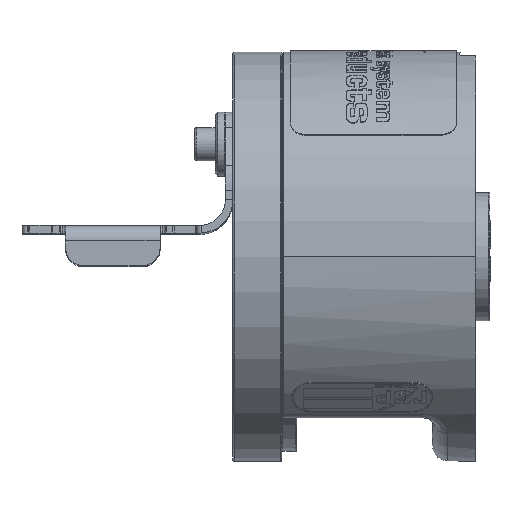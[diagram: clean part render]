
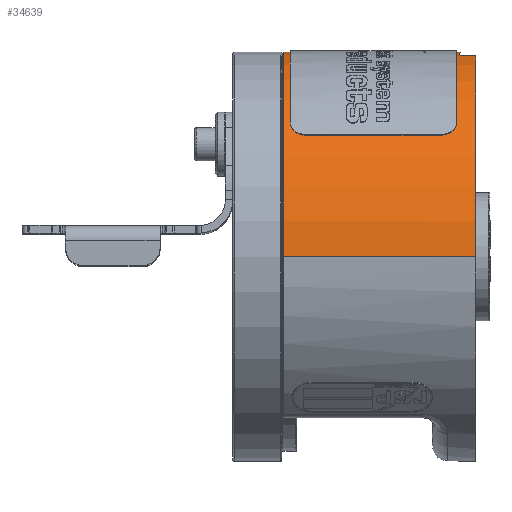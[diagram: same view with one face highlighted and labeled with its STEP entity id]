
A CAD part, left-side view. The second image highlights one B-rep face of the part: STEP entity #34639.
In plain terms, the highlighted cylindrical face has radius 80 mm (diameter 160 mm), a partial arc.
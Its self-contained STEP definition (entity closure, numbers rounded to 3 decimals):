
#1563 = EDGE_CURVE ( 'NONE', #9002, #43221, #5680, .T. ) ;
#2070 = CARTESIAN_POINT ( 'NONE',  ( 13.388, 11.767, 78.872 ) ) ;
#2219 = CARTESIAN_POINT ( 'NONE',  ( 14.053, 11.291, 78.756 ) ) ;
#2236 = DIRECTION ( 'NONE',  ( -1., 0., 0. ) ) ;
#2451 = VERTEX_POINT ( 'NONE', #3955 ) ;
#3001 = FACE_OUTER_BOUND ( 'NONE', #37177, .T. ) ;
#3626 = CARTESIAN_POINT ( 'NONE',  ( 12., 12.023, 79.095 ) ) ;
#3955 = CARTESIAN_POINT ( 'NONE',  ( -80., 5.5, 0. ) ) ;
#4480 = CARTESIAN_POINT ( 'NONE',  ( 80., 81.1, 0. ) ) ;
#4992 = CARTESIAN_POINT ( 'NONE',  ( 15., 8.855, 78.581 ) ) ;
#4994 = CARTESIAN_POINT ( 'NONE',  ( -12., 12.023, 79.095 ) ) ;
#5337 = VECTOR ( 'NONE', #29742, 1000. ) ;
#5454 = DIRECTION ( 'NONE',  ( 0., -1., 0. ) ) ;
#5666 = CARTESIAN_POINT ( 'NONE',  ( 14.869, 9.877, 78.606 ) ) ;
#5680 = B_SPLINE_CURVE_WITH_KNOTS ( 'NONE', 3,
 ( #18340, #28673, #39659, #35725, #14256, #21470, #32433, #32283, #21622, #46564, #32118, #32756, #18196, #25506 ),
 .UNSPECIFIED., .F., .F.,
 ( 4, 2, 2, 2, 2, 2, 4 ),
 ( 0., 0.001, 0.002, 0.003, 0.004, 0.004, 0.005 ),
 .UNSPECIFIED. ) ;
#5835 = CARTESIAN_POINT ( 'NONE',  ( 15., 9.063, 78.581 ) ) ;
#6771 = VECTOR ( 'NONE', #42413, 1000. ) ;
#7193 = EDGE_CURVE ( 'NONE', #2451, #20667, #38480, .T. ) ;
#7769 = DIRECTION ( 'NONE',  ( 0., 1., 0. ) ) ;
#7920 = EDGE_CURVE ( 'NONE', #20667, #9002, #42940, .T. ) ;
#8243 = LINE ( 'NONE', #4480, #18329 ) ;
#8995 = CARTESIAN_POINT ( 'NONE',  ( 15., 8.855, 78.581 ) ) ;
#9002 = VERTEX_POINT ( 'NONE', #27618 ) ;
#9151 = CARTESIAN_POINT ( 'NONE',  ( 14.325, 10.983, 78.707 ) ) ;
#9321 = CARTESIAN_POINT ( 'NONE',  ( 14.918, 9.678, 78.597 ) ) ;
#9808 = DIRECTION ( 'NONE',  ( 0., -1., 0. ) ) ;
#10192 = DIRECTION ( 'NONE',  ( 0., 1., 0. ) ) ;
#10366 =( BOUNDED_CURVE ( )  B_SPLINE_CURVE ( 3, ( #4994, #43758, #40617, #26168 ),
 .UNSPECIFIED., .F., .F. ) 
 B_SPLINE_CURVE_WITH_KNOTS ( ( 4, 4 ),
 ( 6.133, 6.434 ),
 .UNSPECIFIED. ) 
 CURVE ( )  GEOMETRIC_REPRESENTATION_ITEM ( )  RATIONAL_B_SPLINE_CURVE ( ( 1., 0.992, 0.992, 1. ) ) 
 REPRESENTATION_ITEM ( '' )  );
#11036 = CIRCLE ( 'NONE', #35883, 80. ) ;
#11917 = ORIENTED_EDGE ( 'NONE', *, *, #19412, .T. ) ;
#12254 = VERTEX_POINT ( 'NONE', #38888 ) ;
#12925 = CARTESIAN_POINT ( 'NONE',  ( 12.205, 12.041, 79.064 ) ) ;
#13079 = CARTESIAN_POINT ( 'NONE',  ( 12.409, 12.035, 79.032 ) ) ;
#14256 = CARTESIAN_POINT ( 'NONE',  ( -14.467, 10.822, 78.682 ) ) ;
#14482 = CARTESIAN_POINT ( 'NONE',  ( 80., 5.5, 0. ) ) ;
#14835 = CARTESIAN_POINT ( 'NONE',  ( 0., 5.5, 0. ) ) ;
#15310 = VECTOR ( 'NONE', #30549, 1000. ) ;
#15634 = VERTEX_POINT ( 'NONE', #16858 ) ;
#15817 = CARTESIAN_POINT ( 'NONE',  ( -80., 81.1, 0. ) ) ;
#16683 = CARTESIAN_POINT ( 'NONE',  ( 14.446, 10.814, 78.685 ) ) ;
#16858 = CARTESIAN_POINT ( 'NONE',  ( 15., 5.5, 78.581 ) ) ;
#18075 = AXIS2_PLACEMENT_3D ( 'NONE', #20516, #10192, #34610 ) ;
#18112 = ORIENTED_EDGE ( 'NONE', *, *, #44758, .T. ) ;
#18196 = CARTESIAN_POINT ( 'NONE',  ( -12.206, 12.041, 79.064 ) ) ;
#18329 = VECTOR ( 'NONE', #18469, 1000. ) ;
#18340 = CARTESIAN_POINT ( 'NONE',  ( -15., 8.855, 78.581 ) ) ;
#18469 = DIRECTION ( 'NONE',  ( 0., -1., 0. ) ) ;
#19412 = EDGE_CURVE ( 'NONE', #43229, #44702, #37105, .T. ) ;
#19813 = CARTESIAN_POINT ( 'NONE',  ( 12., 12.023, 79.095 ) ) ;
#20114 = CARTESIAN_POINT ( 'NONE',  ( 13.012, 11.921, 78.935 ) ) ;
#20516 = CARTESIAN_POINT ( 'NONE',  ( 0., 5.5, 0. ) ) ;
#20667 = VERTEX_POINT ( 'NONE', #28448 ) ;
#21303 = ORIENTED_EDGE ( 'NONE', *, *, #40366, .T. ) ;
#21470 = CARTESIAN_POINT ( 'NONE',  ( -14.056, 11.288, 78.756 ) ) ;
#21622 = CARTESIAN_POINT ( 'NONE',  ( -13.394, 11.764, 78.871 ) ) ;
#22945 = ORIENTED_EDGE ( 'NONE', *, *, #32581, .T. ) ;
#23057 = LINE ( 'NONE', #38972, #6771 ) ;
#23546 = CARTESIAN_POINT ( 'NONE',  ( 13.568, 11.668, 78.841 ) ) ;
#23696 = CARTESIAN_POINT ( 'NONE',  ( 13.902, 11.428, 78.783 ) ) ;
#24369 = ORIENTED_EDGE ( 'NONE', *, *, #46208, .T. ) ;
#24665 = ORIENTED_EDGE ( 'NONE', *, *, #1563, .T. ) ;
#25506 = CARTESIAN_POINT ( 'NONE',  ( -12., 12.023, 79.095 ) ) ;
#26168 = CARTESIAN_POINT ( 'NONE',  ( 12., 12.023, 79.095 ) ) ;
#26638 = DIRECTION ( 'NONE',  ( 1., 0., 0. ) ) ;
#26789 = CARTESIAN_POINT ( 'NONE',  ( 0., 80.6, 0. ) ) ;
#27149 = VERTEX_POINT ( 'NONE', #14482 ) ;
#27317 = CARTESIAN_POINT ( 'NONE',  ( 14.649, 10.458, 78.647 ) ) ;
#27618 = CARTESIAN_POINT ( 'NONE',  ( -15., 8.855, 78.581 ) ) ;
#28448 = CARTESIAN_POINT ( 'NONE',  ( -15., 5.5, 78.581 ) ) ;
#28454 = EDGE_CURVE ( 'NONE', #15634, #44702, #23057, .T. ) ;
#28673 = CARTESIAN_POINT ( 'NONE',  ( -15., 9.271, 78.581 ) ) ;
#28736 = CIRCLE ( 'NONE', #36233, 80. ) ;
#28936 = DIRECTION ( 'NONE',  ( 1., 0., 0. ) ) ;
#29643 = ORIENTED_EDGE ( 'NONE', *, *, #7193, .T. ) ;
#29742 = DIRECTION ( 'NONE',  ( 0., 1., 0. ) ) ;
#30278 = VERTEX_POINT ( 'NONE', #30401 ) ;
#30401 = CARTESIAN_POINT ( 'NONE',  ( 80., 80.6, 0. ) ) ;
#30549 = DIRECTION ( 'NONE',  ( 0., -1., 0. ) ) ;
#32118 = CARTESIAN_POINT ( 'NONE',  ( -12.819, 11.974, 78.966 ) ) ;
#32283 = CARTESIAN_POINT ( 'NONE',  ( -13.576, 11.663, 78.84 ) ) ;
#32433 = CARTESIAN_POINT ( 'NONE',  ( -13.905, 11.425, 78.782 ) ) ;
#32581 = EDGE_CURVE ( 'NONE', #30278, #12254, #11036, .T. ) ;
#32694 = ORIENTED_EDGE ( 'NONE', *, *, #41486, .F. ) ;
#32756 = CARTESIAN_POINT ( 'NONE',  ( -12.413, 12.035, 79.031 ) ) ;
#34165 = ORIENTED_EDGE ( 'NONE', *, *, #7920, .T. ) ;
#34441 = AXIS2_PLACEMENT_3D ( 'NONE', #45232, #9808, #2236 ) ;
#34610 = DIRECTION ( 'NONE',  ( 1., 0., 0. ) ) ;
#34639 = ADVANCED_FACE ( 'NONE', ( #3001 ), #41190, .T. ) ;
#35725 = CARTESIAN_POINT ( 'NONE',  ( -14.667, 10.464, 78.644 ) ) ;
#35883 = AXIS2_PLACEMENT_3D ( 'NONE', #26789, #5454, #26638 ) ;
#36233 = AXIS2_PLACEMENT_3D ( 'NONE', #14835, #7769, #28936 ) ;
#37105 = B_SPLINE_CURVE_WITH_KNOTS ( 'NONE', 3,
 ( #19813, #12925, #13079, #45214, #20114, #2070, #23546, #23696, #2219, #9151, #16683, #27317, #38150, #5666, #9321, #45526, #5835, #8995 ),
 .UNSPECIFIED., .F., .F.,
 ( 4, 2, 2, 2, 2, 2, 2, 2, 4 ),
 ( 0., 0.001, 0.001, 0.002, 0.002, 0.003, 0.004, 0.004, 0.005 ),
 .UNSPECIFIED. ) ;
#37177 = EDGE_LOOP ( 'NONE', ( #32694, #22945, #18112, #29643, #34165, #24665, #21303, #11917, #41305, #24369 ) ) ;
#38150 = CARTESIAN_POINT ( 'NONE',  ( 14.734, 10.268, 78.631 ) ) ;
#38480 = CIRCLE ( 'NONE', #18075, 80. ) ;
#38888 = CARTESIAN_POINT ( 'NONE',  ( -80., 80.6, 0. ) ) ;
#38903 = LINE ( 'NONE', #15817, #15310 ) ;
#38972 = CARTESIAN_POINT ( 'NONE',  ( 15., 81.1, 78.581 ) ) ;
#39659 = CARTESIAN_POINT ( 'NONE',  ( -14.937, 9.678, 78.593 ) ) ;
#40284 = CARTESIAN_POINT ( 'NONE',  ( -15., 81.1, 78.581 ) ) ;
#40366 = EDGE_CURVE ( 'NONE', #43221, #43229, #10366, .T. ) ;
#40617 = CARTESIAN_POINT ( 'NONE',  ( 4.03, 11.324, 80.304 ) ) ;
#41190 = CYLINDRICAL_SURFACE ( 'NONE', #34441, 80. ) ;
#41305 = ORIENTED_EDGE ( 'NONE', *, *, #28454, .F. ) ;
#41486 = EDGE_CURVE ( 'NONE', #30278, #27149, #8243, .T. ) ;
#42413 = DIRECTION ( 'NONE',  ( 0., 1., 0. ) ) ;
#42940 = LINE ( 'NONE', #40284, #5337 ) ;
#43162 = CARTESIAN_POINT ( 'NONE',  ( -12., 12.023, 79.095 ) ) ;
#43221 = VERTEX_POINT ( 'NONE', #43162 ) ;
#43229 = VERTEX_POINT ( 'NONE', #3626 ) ;
#43758 = CARTESIAN_POINT ( 'NONE',  ( -4.03, 11.324, 80.304 ) ) ;
#44702 = VERTEX_POINT ( 'NONE', #4992 ) ;
#44758 = EDGE_CURVE ( 'NONE', #12254, #2451, #38903, .T. ) ;
#45214 = CARTESIAN_POINT ( 'NONE',  ( 12.811, 11.975, 78.968 ) ) ;
#45232 = CARTESIAN_POINT ( 'NONE',  ( 0., 81.1, 0. ) ) ;
#45526 = CARTESIAN_POINT ( 'NONE',  ( 14.984, 9.271, 78.584 ) ) ;
#46208 = EDGE_CURVE ( 'NONE', #15634, #27149, #28736, .T. ) ;
#46564 = CARTESIAN_POINT ( 'NONE',  ( -13.015, 11.919, 78.934 ) ) ;
